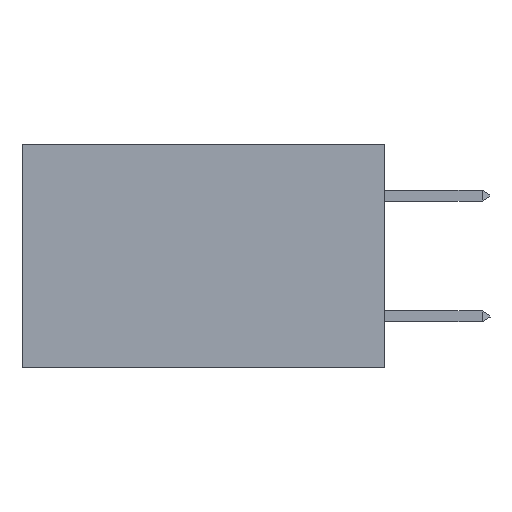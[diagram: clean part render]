
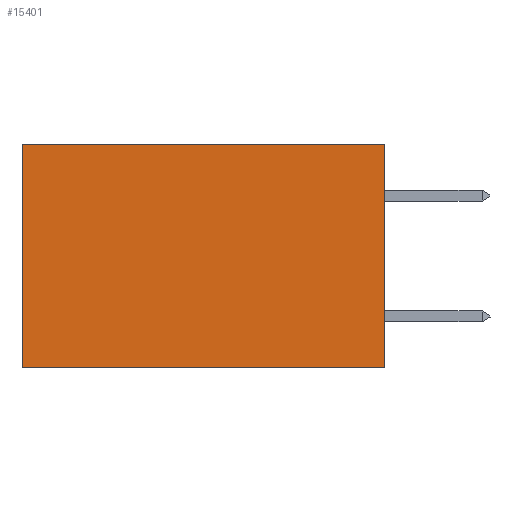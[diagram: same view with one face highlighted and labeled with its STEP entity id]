
A CAD part, left-side view. The second image highlights one B-rep face of the part: STEP entity #15401.
In plain terms, the highlighted planar face has unit normal (-1, 0, 0).
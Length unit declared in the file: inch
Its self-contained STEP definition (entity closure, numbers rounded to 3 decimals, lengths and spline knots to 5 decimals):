
#1614 = LINE ( 'NONE', #34354, #38597 ) ;
#2106 = CARTESIAN_POINT ( 'NONE',  ( 0.2875, 0.6, -0.37 ) ) ;
#4278 = VERTEX_POINT ( 'NONE', #38859 ) ;
#9467 = VERTEX_POINT ( 'NONE', #35128 ) ;
#10967 = VECTOR ( 'NONE', #30876, 39.37008 ) ;
#11736 = VECTOR ( 'NONE', #35200, 39.37008 ) ;
#12512 = CARTESIAN_POINT ( 'NONE',  ( 0.2875, 0., 0. ) ) ;
#12607 = EDGE_LOOP ( 'NONE', ( #31850, #38704, #32095, #35559 ) ) ;
#15253 = DIRECTION ( 'NONE',  ( 0., 1., 0. ) ) ;
#15401 = ADVANCED_FACE ( 'NONE', ( #17493 ), #28158, .F. ) ;
#15622 = CARTESIAN_POINT ( 'NONE',  ( 0.2875, 0., 0. ) ) ;
#17493 = FACE_OUTER_BOUND ( 'NONE', #12607, .T. ) ;
#17917 = LINE ( 'NONE', #12512, #11736 ) ;
#19159 = EDGE_CURVE ( 'NONE', #9467, #42090, #41329, .T. ) ;
#20205 = VERTEX_POINT ( 'NONE', #2106 ) ;
#23876 = CARTESIAN_POINT ( 'NONE',  ( 0.2875, 0.6, 0. ) ) ;
#26095 = CARTESIAN_POINT ( 'NONE',  ( 0.2875, 0., -0.37 ) ) ;
#26189 = EDGE_CURVE ( 'NONE', #42090, #20205, #1614, .T. ) ;
#26847 = EDGE_CURVE ( 'NONE', #4278, #20205, #29987, .T. ) ;
#28158 = PLANE ( 'NONE',  #40949 ) ;
#28604 = CARTESIAN_POINT ( 'NONE',  ( 0.2875, 0., 0. ) ) ;
#29955 = VECTOR ( 'NONE', #35417, 39.37008 ) ;
#29987 = LINE ( 'NONE', #23876, #10967 ) ;
#30876 = DIRECTION ( 'NONE',  ( 0., 0., -1. ) ) ;
#31850 = ORIENTED_EDGE ( 'NONE', *, *, #26847, .T. ) ;
#32095 = ORIENTED_EDGE ( 'NONE', *, *, #19159, .F. ) ;
#34354 = CARTESIAN_POINT ( 'NONE',  ( 0.2875, 0., -0.37 ) ) ;
#35128 = CARTESIAN_POINT ( 'NONE',  ( 0.2875, 0., 0. ) ) ;
#35200 = DIRECTION ( 'NONE',  ( 0., 1., 0. ) ) ;
#35417 = DIRECTION ( 'NONE',  ( 0., 0., -1. ) ) ;
#35559 = ORIENTED_EDGE ( 'NONE', *, *, #41935, .T. ) ;
#38104 = DIRECTION ( 'NONE',  ( 0., 0., -1. ) ) ;
#38597 = VECTOR ( 'NONE', #15253, 39.37008 ) ;
#38704 = ORIENTED_EDGE ( 'NONE', *, *, #26189, .F. ) ;
#38859 = CARTESIAN_POINT ( 'NONE',  ( 0.2875, 0.6, 0. ) ) ;
#40949 = AXIS2_PLACEMENT_3D ( 'NONE', #28604, #41561, #38104 ) ;
#41329 = LINE ( 'NONE', #15622, #29955 ) ;
#41561 = DIRECTION ( 'NONE',  ( 1., 0., 0. ) ) ;
#41935 = EDGE_CURVE ( 'NONE', #9467, #4278, #17917, .T. ) ;
#42090 = VERTEX_POINT ( 'NONE', #26095 ) ;
